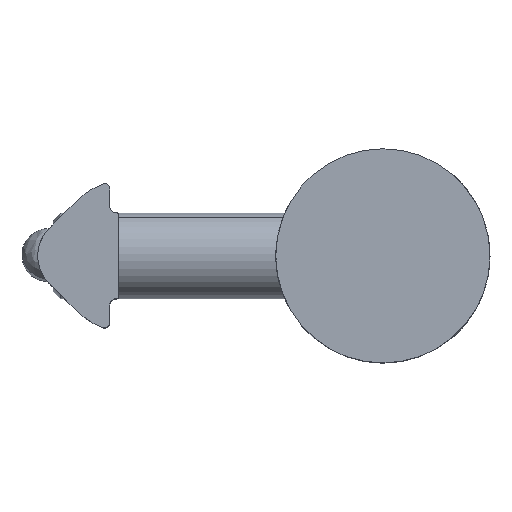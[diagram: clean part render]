
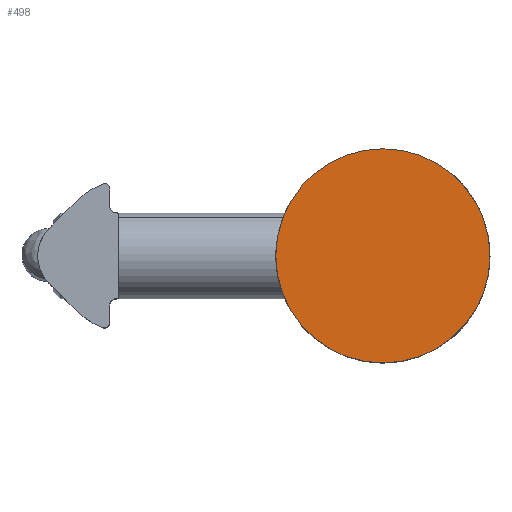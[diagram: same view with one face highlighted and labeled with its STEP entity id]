
A CAD part, top view. The second image highlights one B-rep face of the part: STEP entity #498.
In plain terms, the highlighted planar face has unit normal (0, 0, 1).
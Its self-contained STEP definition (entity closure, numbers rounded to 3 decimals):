
#141=CARTESIAN_POINT('',(30.0,0.,20.0));
#142=VERTEX_POINT('',#141);
#143=CARTESIAN_POINT('',(10.,0.,20.0));
#144=VERTEX_POINT('',#143);
#145=CARTESIAN_POINT('',(20.,0.,20.0));
#146=DIRECTION('',(0.0,0.0,-1.0));
#147=DIRECTION('',(1.0,0.0,0.0));
#148=AXIS2_PLACEMENT_3D('',#145,#146,#147);
#149=CIRCLE('',#148,10.0);
#150=EDGE_CURVE('',#142,#144,#149,.T.);
#483=CARTESIAN_POINT('',(31.0,11.,20.));
#484=DIRECTION('',(0.0,0.0,1.0));
#485=DIRECTION('',(-1.0,0.0,0.0));
#486=AXIS2_PLACEMENT_3D('',#483,#484,#485);
#487=PLANE('',#486);
#488=ORIENTED_EDGE('',*,*,#150,.F.);
#489=CARTESIAN_POINT('',(20.,0.,20.0));
#490=DIRECTION('',(0.0,0.0,-1.0));
#491=DIRECTION('',(1.0,0.0,0.0));
#492=AXIS2_PLACEMENT_3D('',#489,#490,#491);
#493=CIRCLE('',#492,10.0);
#494=EDGE_CURVE('',#144,#142,#493,.T.);
#495=ORIENTED_EDGE('',*,*,#494,.F.);
#496=EDGE_LOOP('',(#488,#495));
#497=FACE_OUTER_BOUND('',#496,.T.);
#498=ADVANCED_FACE('',(#497),#487,.T.);
